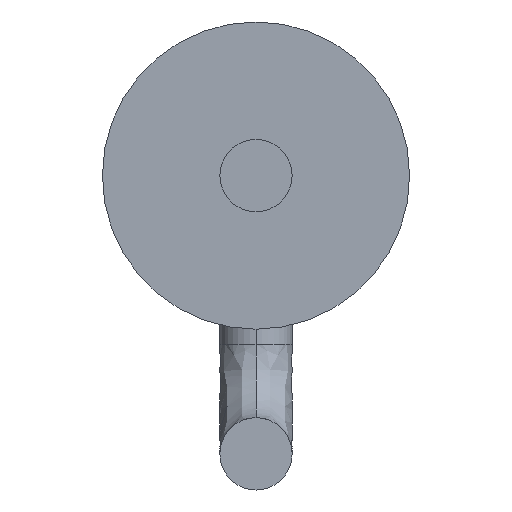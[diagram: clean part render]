
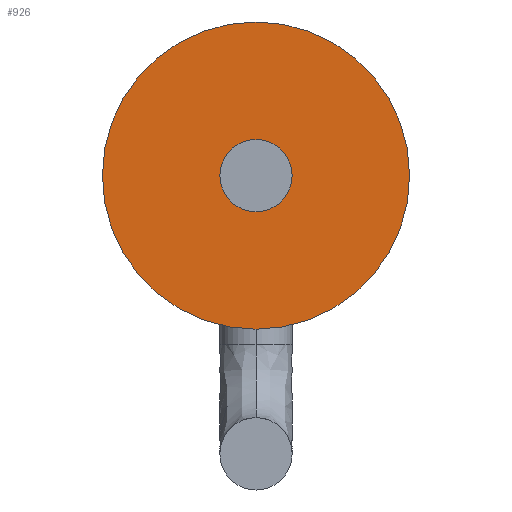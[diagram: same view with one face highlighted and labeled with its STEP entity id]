
A CAD part, front view. The second image highlights one B-rep face of the part: STEP entity #926.
In plain terms, the highlighted planar face has unit normal (0, -1, 0).
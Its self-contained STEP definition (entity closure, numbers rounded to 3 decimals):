
#35 = AXIS2_PLACEMENT_3D ( 'NONE', #627, #62, #725 ) ;
#49 = CARTESIAN_POINT ( 'NONE',  ( 0., 0., -2.805 ) ) ;
#62 = DIRECTION ( 'NONE',  ( 0., 1., 0. ) ) ;
#106 = EDGE_CURVE ( 'NONE', #604, #777, #878, .T. ) ;
#119 = ORIENTED_EDGE ( 'NONE', *, *, #1148, .F. ) ;
#199 = DIRECTION ( 'NONE',  ( 0., -1., 0. ) ) ;
#208 = DIRECTION ( 'NONE',  ( 0., 0., -1. ) ) ;
#222 = FACE_OUTER_BOUND ( 'NONE', #272, .T. ) ;
#272 = EDGE_LOOP ( 'NONE', ( #1077, #119 ) ) ;
#307 = AXIS2_PLACEMENT_3D ( 'NONE', #412, #199, #491 ) ;
#309 = DIRECTION ( 'NONE',  ( 0., 1., 0. ) ) ;
#405 = CIRCLE ( 'NONE', #35, 2.805 ) ;
#412 = CARTESIAN_POINT ( 'NONE',  ( 0., 0., 0. ) ) ;
#418 = PLANE ( 'NONE',  #307 ) ;
#491 = DIRECTION ( 'NONE',  ( 0., 0., -1. ) ) ;
#604 = VERTEX_POINT ( 'NONE', #49 ) ;
#627 = CARTESIAN_POINT ( 'NONE',  ( 0., 0., 0. ) ) ;
#725 = DIRECTION ( 'NONE',  ( 0., 0., -1. ) ) ;
#777 = VERTEX_POINT ( 'NONE', #1125 ) ;
#878 = CIRCLE ( 'NONE', #934, 2.805 ) ;
#926 = ADVANCED_FACE ( 'NONE', ( #222 ), #418, .T. ) ;
#934 = AXIS2_PLACEMENT_3D ( 'NONE', #943, #309, #208 ) ;
#943 = CARTESIAN_POINT ( 'NONE',  ( 0., 0., 0. ) ) ;
#1077 = ORIENTED_EDGE ( 'NONE', *, *, #106, .F. ) ;
#1125 = CARTESIAN_POINT ( 'NONE',  ( 0., 0., 2.805 ) ) ;
#1148 = EDGE_CURVE ( 'NONE', #777, #604, #405, .T. ) ;
